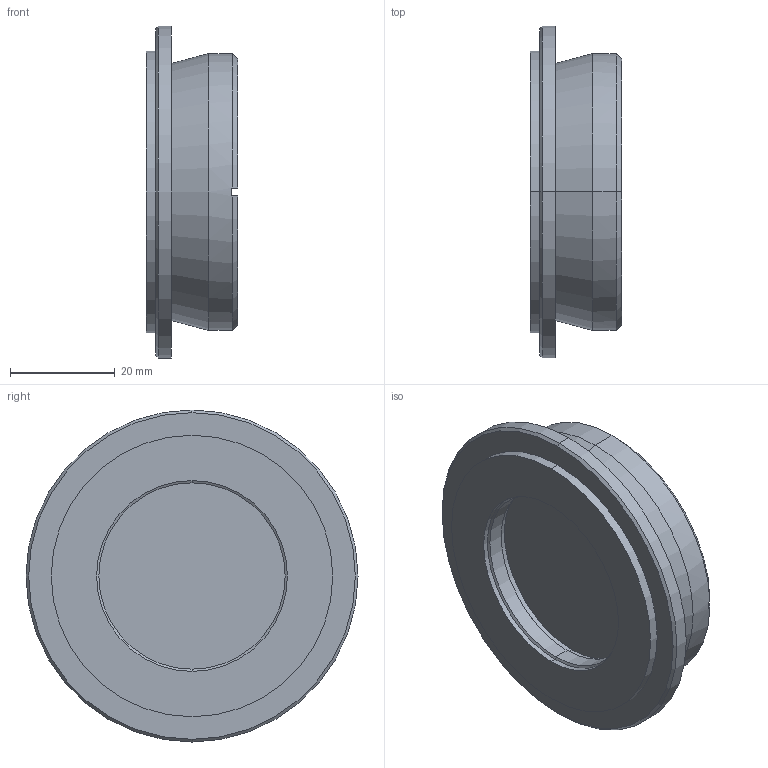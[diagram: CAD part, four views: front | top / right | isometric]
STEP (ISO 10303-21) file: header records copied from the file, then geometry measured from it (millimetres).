
FILE_DESCRIPTION (( 'STEP AP214' ), '1' );
FILE_NAME ('29-69-21-000-OUTLINE.STEP', '2007-08-21T14:17:51', ( ' ' ), ( ' ' ), 'SwSTEP 2.0', 'SolidWorks 2007', '' );
FILE_SCHEMA (( 'AUTOMOTIVE_DESIGN' ));
Length unit declared in the file: inch
Products named in the file (1): 29-69-21-000-OUTLINE
Bounding box: 17.5 x 63.5 x 63.5 mm (x, y, z)
Volume: 32378.1 mm3; surface area: 10320.6 mm2
Topology: 1 solids, 1 shells, 38 faces, 86 edges, 53 vertices
Faces by surface type: cone 13, plane 13, cylinder 12
Entity records: 1598 total; most frequent: CARTESIAN_POINT 202, DIRECTION 199, ORIENTED_EDGE 172, EDGE_CURVE 86, AXIS2_PLACEMENT_3D 82, VERTEX_POINT 53, CIRCLE 43, EDGE_LOOP 41
